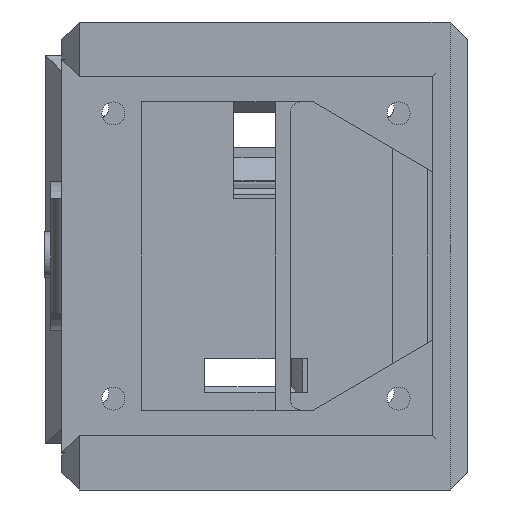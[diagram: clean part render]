
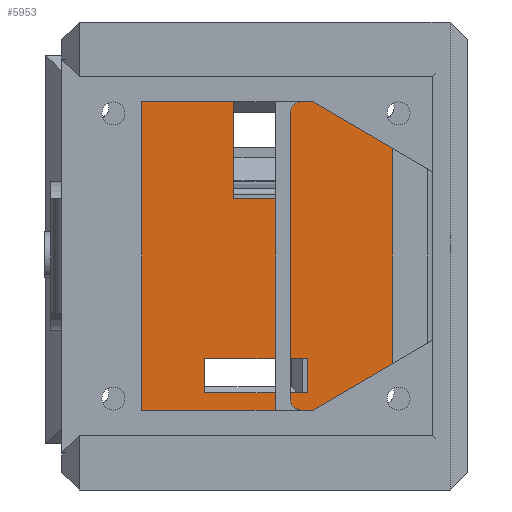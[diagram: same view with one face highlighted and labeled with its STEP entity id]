
A CAD part, left-side view. The second image highlights one B-rep face of the part: STEP entity #5953.
In plain terms, the highlighted planar face has unit normal (-1, 0, 0).
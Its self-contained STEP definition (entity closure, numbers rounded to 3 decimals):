
#289=PLANE('',#6472);
#861=LINE('',#9980,#1469);
#864=LINE('',#9985,#1472);
#881=LINE('',#10020,#1489);
#884=LINE('',#10025,#1492);
#885=LINE('',#10028,#1493);
#887=LINE('',#10031,#1495);
#889=LINE('',#10042,#1497);
#892=LINE('',#10047,#1500);
#893=LINE('',#10050,#1501);
#895=LINE('',#10054,#1503);
#897=LINE('',#10057,#1505);
#898=LINE('',#10059,#1506);
#1469=VECTOR('',#8025,3.);
#1472=VECTOR('',#8030,9.);
#1489=VECTOR('',#8055,15.);
#1492=VECTOR('',#8060,12.);
#1493=VECTOR('',#8063,9.);
#1495=VECTOR('',#8067,3.);
#1497=VECTOR('',#8079,12.);
#1500=VECTOR('',#8084,15.);
#1501=VECTOR('',#8087,34.);
#1503=VECTOR('',#8091,34.);
#1505=VECTOR('',#8095,34.);
#1506=VECTOR('',#8098,4.);
#1639=FACE_BOUND('',#2362,.T.);
#1640=FACE_BOUND('',#2363,.T.);
#1641=FACE_BOUND('',#2364,.T.);
#1642=FACE_BOUND('',#2365,.T.);
#1643=FACE_BOUND('',#2366,.T.);
#1644=FACE_BOUND('',#2367,.T.);
#2362=EDGE_LOOP('',(#5489));
#2363=EDGE_LOOP('',(#5490));
#2364=EDGE_LOOP('',(#5491));
#2365=EDGE_LOOP('',(#5492));
#2366=EDGE_LOOP('',(#5493,#5494,#5495,#5496));
#2367=EDGE_LOOP('',(#5497,#5498,#5499,#5500,#5501,#5502,#5503,#5504));
#2556=CIRCLE('',#6440,1.);
#2558=CIRCLE('',#6443,1.);
#2560=CIRCLE('',#6446,1.);
#2562=CIRCLE('',#6449,1.);
#3063=VERTEX_POINT('',#9935);
#3065=VERTEX_POINT('',#9940);
#3067=VERTEX_POINT('',#9945);
#3069=VERTEX_POINT('',#9950);
#3078=VERTEX_POINT('',#9977);
#3079=VERTEX_POINT('',#9979);
#3080=VERTEX_POINT('',#9983);
#3093=VERTEX_POINT('',#10017);
#3094=VERTEX_POINT('',#10019);
#3095=VERTEX_POINT('',#10023);
#3096=VERTEX_POINT('',#10027);
#3099=VERTEX_POINT('',#10039);
#3100=VERTEX_POINT('',#10041);
#3101=VERTEX_POINT('',#10045);
#3102=VERTEX_POINT('',#10049);
#3103=VERTEX_POINT('',#10053);
#3856=EDGE_CURVE('',#3063,#3063,#2556,.T.);
#3858=EDGE_CURVE('',#3065,#3065,#2558,.T.);
#3860=EDGE_CURVE('',#3067,#3067,#2560,.T.);
#3862=EDGE_CURVE('',#3069,#3069,#2562,.T.);
#3876=EDGE_CURVE('',#3079,#3078,#861,.T.);
#3879=EDGE_CURVE('',#3078,#3080,#864,.T.);
#3896=EDGE_CURVE('',#3093,#3094,#881,.T.);
#3899=EDGE_CURVE('',#3093,#3095,#884,.T.);
#3900=EDGE_CURVE('',#3096,#3079,#885,.T.);
#3902=EDGE_CURVE('',#3080,#3096,#887,.T.);
#3907=EDGE_CURVE('',#3100,#3099,#889,.T.);
#3910=EDGE_CURVE('',#3101,#3099,#892,.T.);
#3911=EDGE_CURVE('',#3102,#3101,#893,.T.);
#3913=EDGE_CURVE('',#3103,#3102,#895,.T.);
#3915=EDGE_CURVE('',#3094,#3103,#897,.T.);
#3916=EDGE_CURVE('',#3095,#3100,#898,.T.);
#5489=ORIENTED_EDGE('',*,*,#3856,.T.);
#5490=ORIENTED_EDGE('',*,*,#3858,.T.);
#5491=ORIENTED_EDGE('',*,*,#3860,.T.);
#5492=ORIENTED_EDGE('',*,*,#3862,.T.);
#5493=ORIENTED_EDGE('',*,*,#3879,.T.);
#5494=ORIENTED_EDGE('',*,*,#3902,.T.);
#5495=ORIENTED_EDGE('',*,*,#3900,.T.);
#5496=ORIENTED_EDGE('',*,*,#3876,.T.);
#5497=ORIENTED_EDGE('',*,*,#3907,.T.);
#5498=ORIENTED_EDGE('',*,*,#3910,.F.);
#5499=ORIENTED_EDGE('',*,*,#3911,.F.);
#5500=ORIENTED_EDGE('',*,*,#3913,.F.);
#5501=ORIENTED_EDGE('',*,*,#3915,.F.);
#5502=ORIENTED_EDGE('',*,*,#3896,.F.);
#5503=ORIENTED_EDGE('',*,*,#3899,.T.);
#5504=ORIENTED_EDGE('',*,*,#3916,.T.);
#5953=ADVANCED_FACE('',(#1639,#1640,#1641,#1642,#1643,#1644),#289,.F.);
#6440=AXIS2_PLACEMENT_3D('',#9936,#7982,#7983);
#6443=AXIS2_PLACEMENT_3D('',#9941,#7988,#7989);
#6446=AXIS2_PLACEMENT_3D('',#9946,#7994,#7995);
#6449=AXIS2_PLACEMENT_3D('',#9951,#8000,#8001);
#6472=AXIS2_PLACEMENT_3D('',#10058,#8096,#8097);
#7982=DIRECTION('center_axis',(1.,0.,0.));
#7983=DIRECTION('ref_axis',(0.,0.,-1.));
#7988=DIRECTION('center_axis',(1.,0.,0.));
#7989=DIRECTION('ref_axis',(0.,0.,-1.));
#7994=DIRECTION('center_axis',(1.,0.,0.));
#7995=DIRECTION('ref_axis',(0.,0.,-1.));
#8000=DIRECTION('center_axis',(1.,0.,0.));
#8001=DIRECTION('ref_axis',(0.,0.,-1.));
#8025=DIRECTION('',(0.,0.,1.));
#8030=DIRECTION('',(0.,-1.,0.));
#8055=DIRECTION('',(0.,-1.,0.));
#8060=DIRECTION('',(0.,0.,-1.));
#8063=DIRECTION('',(0.,1.,0.));
#8067=DIRECTION('',(0.,0.,-1.));
#8079=DIRECTION('',(0.,0.,1.));
#8084=DIRECTION('',(0.,-1.,0.));
#8087=DIRECTION('',(0.,0.,1.));
#8091=DIRECTION('',(0.,1.,0.));
#8095=DIRECTION('',(0.,0.,-1.));
#8096=DIRECTION('center_axis',(1.,0.,0.));
#8097=DIRECTION('ref_axis',(0.,0.,-1.));
#8098=DIRECTION('',(0.,1.,0.));
#9935=CARTESIAN_POINT('',(-1.5,5.5,18.5));
#9936=CARTESIAN_POINT('Origin',(-1.5,5.5,17.5));
#9940=CARTESIAN_POINT('',(-1.5,5.5,-6.5));
#9941=CARTESIAN_POINT('Origin',(-1.5,5.5,-7.5));
#9945=CARTESIAN_POINT('',(-1.5,30.5,18.5));
#9946=CARTESIAN_POINT('Origin',(-1.5,30.5,17.5));
#9950=CARTESIAN_POINT('',(-1.5,30.5,-6.5));
#9951=CARTESIAN_POINT('Origin',(-1.5,30.5,-7.5));
#9977=CARTESIAN_POINT('',(-1.5,22.5,-4.));
#9979=CARTESIAN_POINT('',(-1.5,22.5,-7.));
#9980=CARTESIAN_POINT('',(-1.5,22.5,-1.));
#9983=CARTESIAN_POINT('',(-1.5,13.5,-4.));
#9985=CARTESIAN_POINT('',(-1.5,20.25,-4.));
#10017=CARTESIAN_POINT('',(-1.5,16.,22.));
#10019=CARTESIAN_POINT('',(-1.5,1.,22.));
#10020=CARTESIAN_POINT('',(-1.5,35.,22.));
#10023=CARTESIAN_POINT('',(-1.5,16.,10.));
#10025=CARTESIAN_POINT('',(-1.5,16.,14.261));
#10027=CARTESIAN_POINT('',(-1.5,13.5,-7.));
#10028=CARTESIAN_POINT('',(-1.5,15.75,-7.));
#10031=CARTESIAN_POINT('',(-1.5,13.5,0.5));
#10039=CARTESIAN_POINT('',(-1.5,20.,22.));
#10041=CARTESIAN_POINT('',(-1.5,20.,10.));
#10042=CARTESIAN_POINT('',(-1.5,20.,7.5));
#10045=CARTESIAN_POINT('',(-1.5,35.,22.));
#10047=CARTESIAN_POINT('',(-1.5,35.,22.));
#10049=CARTESIAN_POINT('',(-1.5,35.,-12.));
#10050=CARTESIAN_POINT('',(-1.5,35.,-12.));
#10053=CARTESIAN_POINT('',(-1.5,1.,-12.));
#10054=CARTESIAN_POINT('',(-1.5,1.,-12.));
#10057=CARTESIAN_POINT('',(-1.5,1.,22.));
#10058=CARTESIAN_POINT('Origin',(-1.5,18.,5.));
#10059=CARTESIAN_POINT('',(-1.5,17.,10.));
